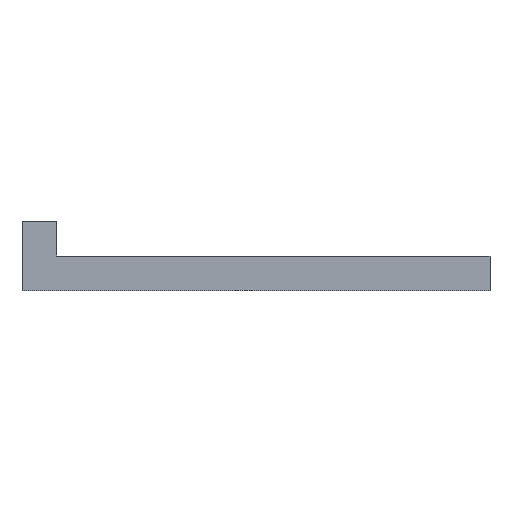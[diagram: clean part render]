
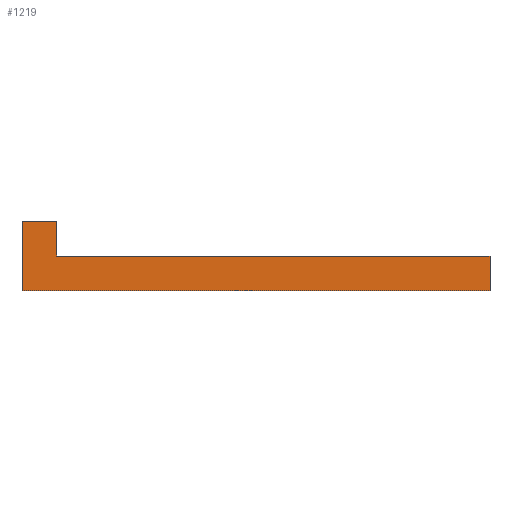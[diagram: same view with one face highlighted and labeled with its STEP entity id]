
A CAD part, front view. The second image highlights one B-rep face of the part: STEP entity #1219.
In plain terms, the highlighted planar face has unit normal (0, -1, 0).
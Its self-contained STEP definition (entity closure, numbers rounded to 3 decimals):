
#119=CARTESIAN_POINT('',(404.,-60.,-4.));
#120=VERTEX_POINT('',#119);
#127=CARTESIAN_POINT('',(350.,-60.,-4.));
#128=VERTEX_POINT('',#127);
#129=CARTESIAN_POINT('',(404.,-60.,-4.));
#130=DIRECTION('',(-1.,0.,0.));
#131=VECTOR('',#130,54.);
#132=LINE('',#129,#131);
#133=EDGE_CURVE('',#120,#128,#132,.T.);
#1014=CARTESIAN_POINT('',(404.,-60.,-0.));
#1015=VERTEX_POINT('',#1014);
#1030=CARTESIAN_POINT('',(354.,-60.,-0.));
#1031=VERTEX_POINT('',#1030);
#1038=CARTESIAN_POINT('',(404.,-60.,-0.));
#1039=DIRECTION('',(-1.,-0.,0.));
#1040=VECTOR('',#1039,50.);
#1041=LINE('',#1038,#1040);
#1042=EDGE_CURVE('',#1015,#1031,#1041,.T.);
#1171=CARTESIAN_POINT('',(404.,-60.,-4.));
#1172=DIRECTION('',(-0.,-0.,1.));
#1173=VECTOR('',#1172,4.);
#1174=LINE('',#1171,#1173);
#1175=EDGE_CURVE('',#120,#1015,#1174,.T.);
#1187=CARTESIAN_POINT('',(379.,-60.,-4.));
#1188=DIRECTION('',(0.,1.,0.));
#1189=DIRECTION('',(1.,0.,0.));
#1190=AXIS2_PLACEMENT_3D('',#1187,#1188,#1189);
#1191=PLANE('',#1190);
#1192=ORIENTED_EDGE('',*,*,#1042,.T.);
#1193=CARTESIAN_POINT('',(354.,-60.,4.));
#1194=VERTEX_POINT('',#1193);
#1195=CARTESIAN_POINT('',(354.,-60.,4.));
#1196=DIRECTION('',(0.,0.,-1.));
#1197=VECTOR('',#1196,4.);
#1198=LINE('',#1195,#1197);
#1199=EDGE_CURVE('',#1194,#1031,#1198,.T.);
#1200=ORIENTED_EDGE('',*,*,#1199,.F.);
#1201=CARTESIAN_POINT('',(350.,-60.,4.));
#1202=VERTEX_POINT('',#1201);
#1203=CARTESIAN_POINT('',(354.,-60.,4.));
#1204=DIRECTION('',(-1.,-0.,0.));
#1205=VECTOR('',#1204,4.);
#1206=LINE('',#1203,#1205);
#1207=EDGE_CURVE('',#1194,#1202,#1206,.T.);
#1208=ORIENTED_EDGE('',*,*,#1207,.T.);
#1209=CARTESIAN_POINT('',(350.,-60.,4.));
#1210=DIRECTION('',(0.,0.,-1.));
#1211=VECTOR('',#1210,8.);
#1212=LINE('',#1209,#1211);
#1213=EDGE_CURVE('',#1202,#128,#1212,.T.);
#1214=ORIENTED_EDGE('',*,*,#1213,.T.);
#1215=ORIENTED_EDGE('',*,*,#133,.F.);
#1216=ORIENTED_EDGE('',*,*,#1175,.T.);
#1217=EDGE_LOOP('',(#1192,#1200,#1208,#1214,#1215,#1216));
#1218=FACE_BOUND('',#1217,.T.);
#1219=ADVANCED_FACE('',(#1218),#1191,.F.);
